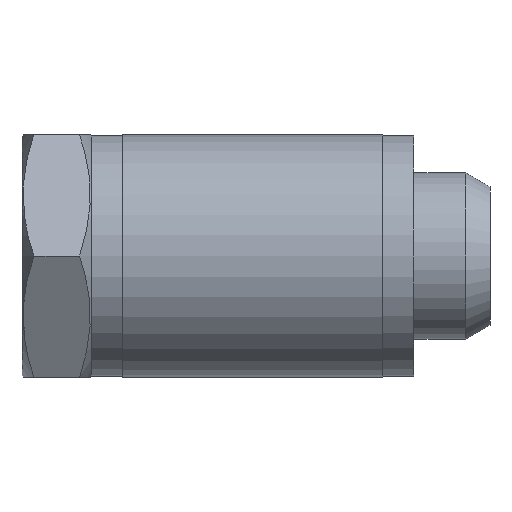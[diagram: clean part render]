
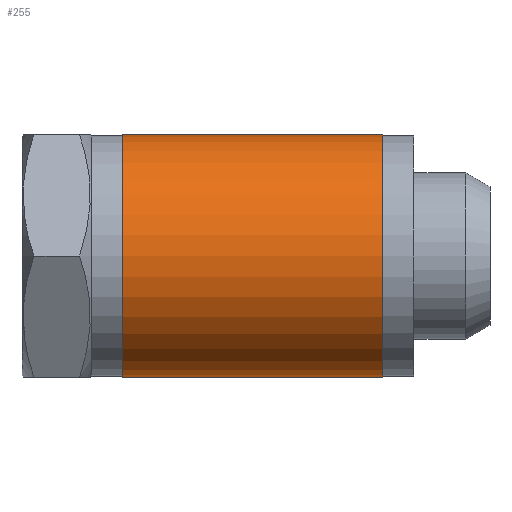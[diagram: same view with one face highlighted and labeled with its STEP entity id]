
A CAD part, left-side view. The second image highlights one B-rep face of the part: STEP entity #255.
In plain terms, the highlighted cylindrical face has radius 7 mm (diameter 14 mm), a partial arc.
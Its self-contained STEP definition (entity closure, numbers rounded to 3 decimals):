
#151 = CARTESIAN_POINT ( 'NONE',  ( 0., 28.786, 7. ) ) ;
#152 = DIRECTION ( 'NONE',  ( 0., 1., 0. ) ) ;
#255 = ADVANCED_FACE ( 'NONE', ( #2477 ), #871, .T. ) ;
#273 = EDGE_LOOP ( 'NONE', ( #279, #282, #377, #312 ) ) ;
#279 = ORIENTED_EDGE ( 'NONE', *, *, #587, .F. ) ;
#282 = ORIENTED_EDGE ( 'NONE', *, *, #2110, .F. ) ;
#312 = ORIENTED_EDGE ( 'NONE', *, *, #2111, .F. ) ;
#377 = ORIENTED_EDGE ( 'NONE', *, *, #1671, .T. ) ;
#587 = EDGE_CURVE ( 'NONE', #761, #789, #2494, .T. ) ;
#761 = VERTEX_POINT ( 'NONE', #2729 ) ;
#783 = VERTEX_POINT ( 'NONE', #2751 ) ;
#786 = VERTEX_POINT ( 'NONE', #2754 ) ;
#789 = VERTEX_POINT ( 'NONE', #2757 ) ;
#871 = CYLINDRICAL_SURFACE ( 'NONE', #1307, 7. ) ;
#1048 = CIRCLE ( 'NONE', #1053, 7. ) ;
#1053 = AXIS2_PLACEMENT_3D ( 'NONE', #1578, #1579, #1580 ) ;
#1055 = AXIS2_PLACEMENT_3D ( 'NONE', #1581, #1582, #1583 ) ;
#1303 = VECTOR ( 'NONE', #2709, 1000. ) ;
#1307 = AXIS2_PLACEMENT_3D ( 'NONE', #2661, #2662, #2663 ) ;
#1578 = CARTESIAN_POINT ( 'NONE',  ( 0., 6.2, 0. ) ) ;
#1579 = DIRECTION ( 'NONE',  ( 0., -1., 0. ) ) ;
#1580 = DIRECTION ( 'NONE',  ( 0., 0., -1. ) ) ;
#1581 = CARTESIAN_POINT ( 'NONE',  ( 0., 21.2, 0. ) ) ;
#1582 = DIRECTION ( 'NONE',  ( 0., 1., 0. ) ) ;
#1583 = DIRECTION ( 'NONE',  ( 0., 0., 1. ) ) ;
#1671 = EDGE_CURVE ( 'NONE', #786, #783, #2553, .T. ) ;
#1688 = CIRCLE ( 'NONE', #1055, 7. ) ;
#2110 = EDGE_CURVE ( 'NONE', #786, #761, #1048, .T. ) ;
#2111 = EDGE_CURVE ( 'NONE', #789, #783, #1688, .T. ) ;
#2339 = VECTOR ( 'NONE', #152, 1000. ) ;
#2477 = FACE_OUTER_BOUND ( 'NONE', #273, .T. ) ;
#2494 = LINE ( 'NONE', #2708, #1303 ) ;
#2553 = LINE ( 'NONE', #151, #2339 ) ;
#2661 = CARTESIAN_POINT ( 'NONE',  ( 0., 28.786, 0. ) ) ;
#2662 = DIRECTION ( 'NONE',  ( 0., 1., 0. ) ) ;
#2663 = DIRECTION ( 'NONE',  ( 0., 0., 1. ) ) ;
#2708 = CARTESIAN_POINT ( 'NONE',  ( 0., 28.786, -7. ) ) ;
#2709 = DIRECTION ( 'NONE',  ( 0., 1., 0. ) ) ;
#2729 = CARTESIAN_POINT ( 'NONE',  ( 0., 6.2, -7. ) ) ;
#2751 = CARTESIAN_POINT ( 'NONE',  ( 0., 21.2, 7. ) ) ;
#2754 = CARTESIAN_POINT ( 'NONE',  ( 0., 6.2, 7. ) ) ;
#2757 = CARTESIAN_POINT ( 'NONE',  ( 0., 21.2, -7. ) ) ;
